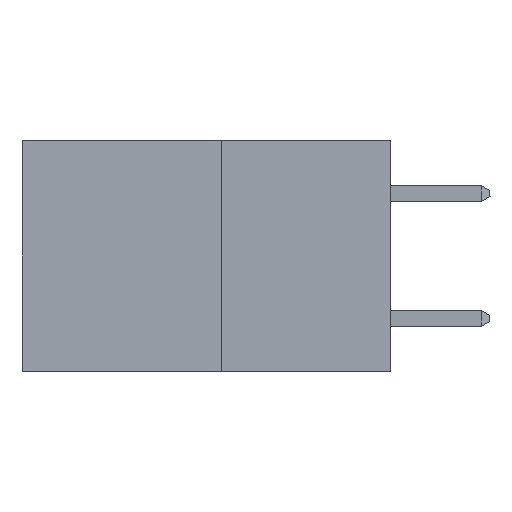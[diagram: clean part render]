
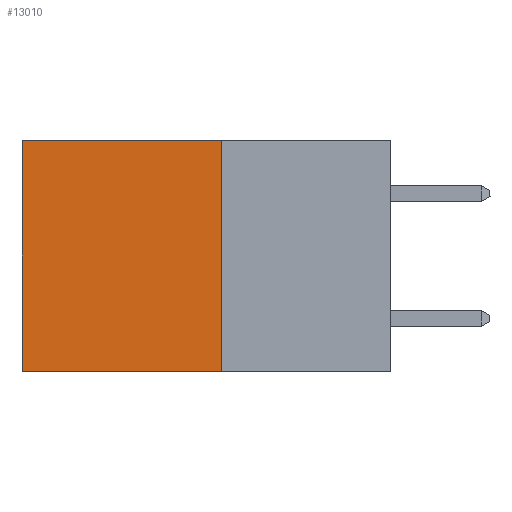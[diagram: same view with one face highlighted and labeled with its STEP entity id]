
A CAD part, left-side view. The second image highlights one B-rep face of the part: STEP entity #13010.
In plain terms, the highlighted planar face has unit normal (-1, 0, 0).
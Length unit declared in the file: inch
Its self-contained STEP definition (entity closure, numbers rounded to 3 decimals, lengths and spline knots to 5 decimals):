
#320 = EDGE_CURVE ( 'NONE', #10005, #12118, #9051, .T. ) ;
#871 = DIRECTION ( 'NONE',  ( 0., 1., 0. ) ) ;
#1122 = VECTOR ( 'NONE', #871, 39.37008 ) ;
#1161 = CARTESIAN_POINT ( 'NONE',  ( 0.277, 0.27, -0.37 ) ) ;
#1199 = ORIENTED_EDGE ( 'NONE', *, *, #4748, .T. ) ;
#1447 = VECTOR ( 'NONE', #7129, 39.37008 ) ;
#1546 = LINE ( 'NONE', #12099, #1122 ) ;
#3075 = EDGE_CURVE ( 'NONE', #12118, #9185, #13692, .T. ) ;
#3194 = CARTESIAN_POINT ( 'NONE',  ( 0.277, 0.27, 0. ) ) ;
#3748 = DIRECTION ( 'NONE',  ( 0., 0., -1. ) ) ;
#4748 = EDGE_CURVE ( 'NONE', #14197, #9185, #5367, .T. ) ;
#4907 = CARTESIAN_POINT ( 'NONE',  ( 0.277, 0.27, -0.37 ) ) ;
#5116 = FACE_OUTER_BOUND ( 'NONE', #15760, .T. ) ;
#5307 = AXIS2_PLACEMENT_3D ( 'NONE', #14613, #7562, #15714 ) ;
#5367 = LINE ( 'NONE', #5951, #1447 ) ;
#5864 = VECTOR ( 'NONE', #3748, 39.37008 ) ;
#5933 = CARTESIAN_POINT ( 'NONE',  ( 0.277, 0.59, -0.37 ) ) ;
#5951 = CARTESIAN_POINT ( 'NONE',  ( 0.277, 0.59, -0.37 ) ) ;
#6491 = ORIENTED_EDGE ( 'NONE', *, *, #3075, .F. ) ;
#7008 = VECTOR ( 'NONE', #10867, 39.37008 ) ;
#7129 = DIRECTION ( 'NONE',  ( 0., 0., -1. ) ) ;
#7562 = DIRECTION ( 'NONE',  ( 1., 0., 0. ) ) ;
#8717 = EDGE_CURVE ( 'NONE', #10005, #14197, #1546, .T. ) ;
#8870 = CARTESIAN_POINT ( 'NONE',  ( 0.277, 0.59, 0. ) ) ;
#9051 = LINE ( 'NONE', #1161, #5864 ) ;
#9185 = VERTEX_POINT ( 'NONE', #5933 ) ;
#9650 = ORIENTED_EDGE ( 'NONE', *, *, #8717, .T. ) ;
#10005 = VERTEX_POINT ( 'NONE', #3194 ) ;
#10867 = DIRECTION ( 'NONE',  ( 0., 1., 0. ) ) ;
#11149 = ORIENTED_EDGE ( 'NONE', *, *, #320, .F. ) ;
#11151 = CARTESIAN_POINT ( 'NONE',  ( 0.277, 0.27, -0.37 ) ) ;
#12099 = CARTESIAN_POINT ( 'NONE',  ( 0.277, 0.27, 0. ) ) ;
#12118 = VERTEX_POINT ( 'NONE', #11151 ) ;
#13010 = ADVANCED_FACE ( 'NONE', ( #5116 ), #13483, .F. ) ;
#13483 = PLANE ( 'NONE',  #5307 ) ;
#13692 = LINE ( 'NONE', #4907, #7008 ) ;
#14197 = VERTEX_POINT ( 'NONE', #8870 ) ;
#14613 = CARTESIAN_POINT ( 'NONE',  ( 0.277, 0.27, -0.37 ) ) ;
#15714 = DIRECTION ( 'NONE',  ( 0., 0., -1. ) ) ;
#15760 = EDGE_LOOP ( 'NONE', ( #1199, #6491, #11149, #9650 ) ) ;
